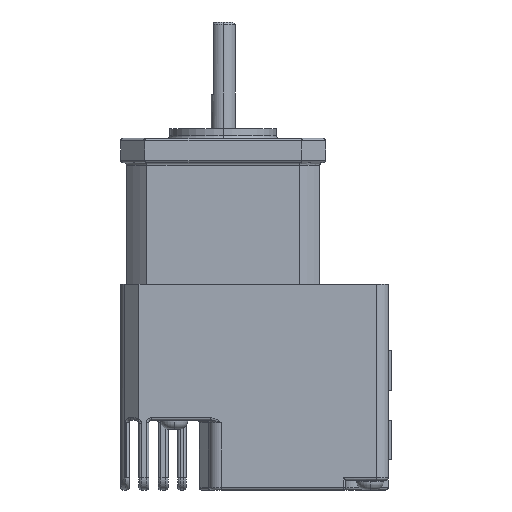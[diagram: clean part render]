
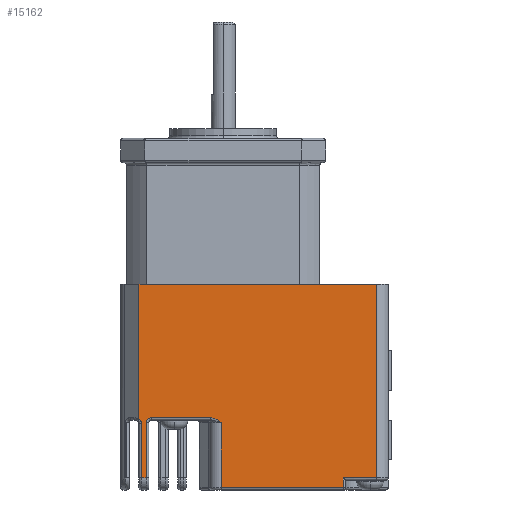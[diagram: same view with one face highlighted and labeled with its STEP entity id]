
A CAD part, left-side view. The second image highlights one B-rep face of the part: STEP entity #15162.
In plain terms, the highlighted planar face has unit normal (-1, 0, 0).
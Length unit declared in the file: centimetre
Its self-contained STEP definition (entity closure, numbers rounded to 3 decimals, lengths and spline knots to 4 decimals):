
#78 = CARTESIAN_POINT ( 'NONE',  ( -2.175, 1.735, -4.24 ) ) ;
#127 = EDGE_LOOP ( 'NONE', ( #3135, #8713, #13396, #5274, #7356, #2525, #10043, #14378, #12167, #15229, #16067, #9544, #11993, #14205 ) ) ;
#622 = CARTESIAN_POINT ( 'NONE',  ( -2.175, -3.155, 0. ) ) ;
#669 = DIRECTION ( 'NONE',  ( 0., 1., 0. ) ) ;
#1003 = FACE_OUTER_BOUND ( 'NONE', #127, .T. ) ;
#1031 = CIRCLE ( 'NONE', #16893, 0.1 ) ;
#1158 = DIRECTION ( 'NONE',  ( 0., -1., 0. ) ) ;
#1214 = LINE ( 'NONE', #15259, #9463 ) ;
#1386 = VERTEX_POINT ( 'NONE', #5734 ) ;
#1510 = B_SPLINE_CURVE_WITH_KNOTS ( 'NONE', 3,
 ( #15509, #10161, #16933, #5986, #7368, #1983 ),
 .UNSPECIFIED., .F., .F.,
 ( 4, 2, 4 ),
 ( 0., 0.0012, 0.0025 ),
 .UNSPECIFIED. ) ;
#1827 = EDGE_CURVE ( 'NONE', #12956, #12197, #1214, .T. ) ;
#1846 = CARTESIAN_POINT ( 'NONE',  ( -2.175, -3.155, 0. ) ) ;
#1971 = CARTESIAN_POINT ( 'NONE',  ( -2.175, 1.685, -3.99 ) ) ;
#1983 = CARTESIAN_POINT ( 'NONE',  ( -2.175, 0.043, -2.85 ) ) ;
#2088 = EDGE_CURVE ( 'NONE', #3938, #15710, #10116, .T. ) ;
#2107 = VECTOR ( 'NONE', #12676, 100. ) ;
#2377 = DIRECTION ( 'NONE',  ( 0., 0., 1. ) ) ;
#2525 = ORIENTED_EDGE ( 'NONE', *, *, #15421, .T. ) ;
#2723 = VECTOR ( 'NONE', #13546, 100. ) ;
#2865 = LINE ( 'NONE', #12049, #6879 ) ;
#2930 = CARTESIAN_POINT ( 'NONE',  ( -2.175, -3.155, -3.99 ) ) ;
#2950 = CARTESIAN_POINT ( 'NONE',  ( -2.175, 1.735, 0. ) ) ;
#2954 = CARTESIAN_POINT ( 'NONE',  ( -2.175, 0.043, -4.19 ) ) ;
#3135 = ORIENTED_EDGE ( 'NONE', *, *, #4939, .T. ) ;
#3336 = CARTESIAN_POINT ( 'NONE',  ( -2.175, 1.485, -2.75 ) ) ;
#3765 = CARTESIAN_POINT ( 'NONE',  ( -2.175, 0.043, -2.75 ) ) ;
#3938 = VERTEX_POINT ( 'NONE', #3336 ) ;
#3965 = LINE ( 'NONE', #6332, #2107 ) ;
#4028 = VECTOR ( 'NONE', #16407, 100. ) ;
#4199 = PLANE ( 'NONE',  #16206 ) ;
#4537 = CIRCLE ( 'NONE', #5687, 0.125 ) ;
#4939 = EDGE_CURVE ( 'NONE', #13966, #11481, #3965, .T. ) ;
#5187 = CARTESIAN_POINT ( 'NONE',  ( -2.175, -2.4741, -3.99 ) ) ;
#5274 = ORIENTED_EDGE ( 'NONE', *, *, #1827, .T. ) ;
#5289 = EDGE_CURVE ( 'NONE', #11481, #7801, #9953, .T. ) ;
#5687 = AXIS2_PLACEMENT_3D ( 'NONE', #14232, #12779, #6108 ) ;
#5734 = CARTESIAN_POINT ( 'NONE',  ( -2.175, 1.735, -2.775 ) ) ;
#5978 = VECTOR ( 'NONE', #6034, 100. ) ;
#5986 = CARTESIAN_POINT ( 'NONE',  ( -2.175, 0.1108, -2.802 ) ) ;
#6034 = DIRECTION ( 'NONE',  ( 0., 0., -1. ) ) ;
#6108 = DIRECTION ( 'NONE',  ( 0., 0., 1. ) ) ;
#6169 = CARTESIAN_POINT ( 'NONE',  ( -2.175, -3.405, -3.99 ) ) ;
#6332 = CARTESIAN_POINT ( 'NONE',  ( -2.175, -2.4741, 0. ) ) ;
#6553 = VERTEX_POINT ( 'NONE', #11155 ) ;
#6655 = CARTESIAN_POINT ( 'NONE',  ( -2.175, -3.405, -3.99 ) ) ;
#6825 = DIRECTION ( 'NONE',  ( -1., 0., 0. ) ) ;
#6879 = VECTOR ( 'NONE', #1158, 100. ) ;
#7076 = LINE ( 'NONE', #622, #10681 ) ;
#7356 = ORIENTED_EDGE ( 'NONE', *, *, #13465, .F. ) ;
#7368 = CARTESIAN_POINT ( 'NONE',  ( -2.175, 0.0769, -2.826 ) ) ;
#7801 = VERTEX_POINT ( 'NONE', #2930 ) ;
#7963 = DIRECTION ( 'NONE',  ( 0., 0., 1. ) ) ;
#8405 = CARTESIAN_POINT ( 'NONE',  ( -2.175, -2.4741, -4.19 ) ) ;
#8651 = CARTESIAN_POINT ( 'NONE',  ( -2.175, 1.685, -3.99 ) ) ;
#8713 = ORIENTED_EDGE ( 'NONE', *, *, #5289, .T. ) ;
#8852 = EDGE_CURVE ( 'NONE', #15710, #13560, #1510, .T. ) ;
#9463 = VECTOR ( 'NONE', #669, 100. ) ;
#9544 = ORIENTED_EDGE ( 'NONE', *, *, #8852, .T. ) ;
#9778 = DIRECTION ( 'NONE',  ( 0., 0., 1. ) ) ;
#9953 = LINE ( 'NONE', #6655, #2723 ) ;
#10043 = ORIENTED_EDGE ( 'NONE', *, *, #13071, .T. ) ;
#10116 = LINE ( 'NONE', #3765, #12439 ) ;
#10124 = VECTOR ( 'NONE', #15798, 100. ) ;
#10161 = CARTESIAN_POINT ( 'NONE',  ( -2.175, 0.2245, -2.75 ) ) ;
#10681 = VECTOR ( 'NONE', #2377, 100. ) ;
#10807 = DIRECTION ( 'NONE',  ( 1., 0., 0. ) ) ;
#11051 = LINE ( 'NONE', #13774, #4028 ) ;
#11155 = CARTESIAN_POINT ( 'NONE',  ( -2.175, 1.585, -2.85 ) ) ;
#11310 = LINE ( 'NONE', #1971, #5978 ) ;
#11391 = EDGE_CURVE ( 'NONE', #17528, #11786, #17287, .T. ) ;
#11481 = VERTEX_POINT ( 'NONE', #5187 ) ;
#11490 = EDGE_CURVE ( 'NONE', #11786, #6553, #15565, .T. ) ;
#11786 = VERTEX_POINT ( 'NONE', #15672 ) ;
#11993 = ORIENTED_EDGE ( 'NONE', *, *, #13938, .T. ) ;
#12049 = CARTESIAN_POINT ( 'NONE',  ( -2.175, -3.405, -4.19 ) ) ;
#12167 = ORIENTED_EDGE ( 'NONE', *, *, #11490, .T. ) ;
#12197 = VERTEX_POINT ( 'NONE', #2950 ) ;
#12245 = DIRECTION ( 'NONE',  ( 0., 0., 1. ) ) ;
#12439 = VECTOR ( 'NONE', #17153, 100. ) ;
#12676 = DIRECTION ( 'NONE',  ( 0., 0., 1. ) ) ;
#12779 = DIRECTION ( 'NONE',  ( 1., 0., 0. ) ) ;
#12956 = VERTEX_POINT ( 'NONE', #1846 ) ;
#13071 = EDGE_CURVE ( 'NONE', #16587, #17528, #11310, .T. ) ;
#13395 = LINE ( 'NONE', #78, #16987 ) ;
#13396 = ORIENTED_EDGE ( 'NONE', *, *, #16900, .T. ) ;
#13465 = EDGE_CURVE ( 'NONE', #1386, #12197, #13395, .T. ) ;
#13510 = CARTESIAN_POINT ( 'NONE',  ( -2.175, 0.2666, -2.75 ) ) ;
#13546 = DIRECTION ( 'NONE',  ( 0., -1., 0. ) ) ;
#13560 = VERTEX_POINT ( 'NONE', #16775 ) ;
#13710 = CARTESIAN_POINT ( 'NONE',  ( -2.175, -3.405, 0. ) ) ;
#13774 = CARTESIAN_POINT ( 'NONE',  ( -2.175, 0.043, 0. ) ) ;
#13938 = EDGE_CURVE ( 'NONE', #13560, #17202, #11051, .T. ) ;
#13966 = VERTEX_POINT ( 'NONE', #8405 ) ;
#14205 = ORIENTED_EDGE ( 'NONE', *, *, #16634, .T. ) ;
#14232 = CARTESIAN_POINT ( 'NONE',  ( -2.175, 1.81, -2.875 ) ) ;
#14378 = ORIENTED_EDGE ( 'NONE', *, *, #11391, .T. ) ;
#14743 = DIRECTION ( 'NONE',  ( 0., 0., 1. ) ) ;
#14781 = EDGE_CURVE ( 'NONE', #6553, #3938, #1031, .T. ) ;
#15147 = VECTOR ( 'NONE', #7963, 100. ) ;
#15162 = ADVANCED_FACE ( 'NONE', ( #1003 ), #4199, .T. ) ;
#15229 = ORIENTED_EDGE ( 'NONE', *, *, #14781, .T. ) ;
#15259 = CARTESIAN_POINT ( 'NONE',  ( -2.175, -3.405, 0. ) ) ;
#15421 = EDGE_CURVE ( 'NONE', #1386, #16587, #4537, .T. ) ;
#15509 = CARTESIAN_POINT ( 'NONE',  ( -2.175, 0.2666, -2.75 ) ) ;
#15565 = LINE ( 'NONE', #16039, #15147 ) ;
#15672 = CARTESIAN_POINT ( 'NONE',  ( -2.175, 1.585, -3.99 ) ) ;
#15710 = VERTEX_POINT ( 'NONE', #13510 ) ;
#15798 = DIRECTION ( 'NONE',  ( 0., -1., 0. ) ) ;
#16039 = CARTESIAN_POINT ( 'NONE',  ( -2.175, 1.585, -2.85 ) ) ;
#16067 = ORIENTED_EDGE ( 'NONE', *, *, #2088, .T. ) ;
#16206 = AXIS2_PLACEMENT_3D ( 'NONE', #13710, #6825, #14743 ) ;
#16407 = DIRECTION ( 'NONE',  ( 0., 0., -1. ) ) ;
#16587 = VERTEX_POINT ( 'NONE', #17226 ) ;
#16634 = EDGE_CURVE ( 'NONE', #17202, #13966, #2865, .T. ) ;
#16775 = CARTESIAN_POINT ( 'NONE',  ( -2.175, 0.043, -2.85 ) ) ;
#16893 = AXIS2_PLACEMENT_3D ( 'NONE', #17474, #10807, #12245 ) ;
#16900 = EDGE_CURVE ( 'NONE', #7801, #12956, #7076, .T. ) ;
#16933 = CARTESIAN_POINT ( 'NONE',  ( -2.175, 0.1841, -2.7643 ) ) ;
#16987 = VECTOR ( 'NONE', #9778, 100. ) ;
#17153 = DIRECTION ( 'NONE',  ( 0., -1., 0. ) ) ;
#17202 = VERTEX_POINT ( 'NONE', #2954 ) ;
#17226 = CARTESIAN_POINT ( 'NONE',  ( -2.175, 1.685, -2.875 ) ) ;
#17287 = LINE ( 'NONE', #6169, #10124 ) ;
#17474 = CARTESIAN_POINT ( 'NONE',  ( -2.175, 1.485, -2.85 ) ) ;
#17528 = VERTEX_POINT ( 'NONE', #8651 ) ;
